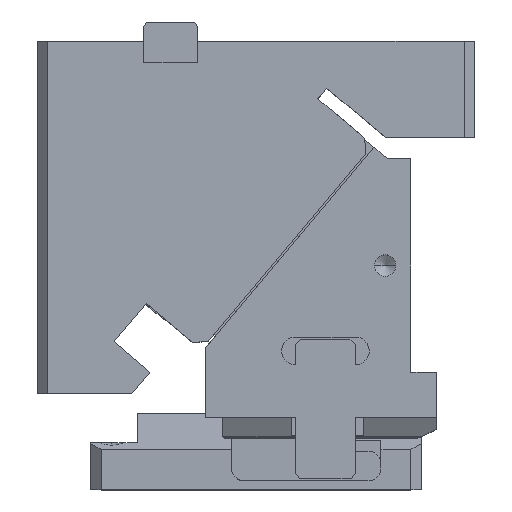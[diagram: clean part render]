
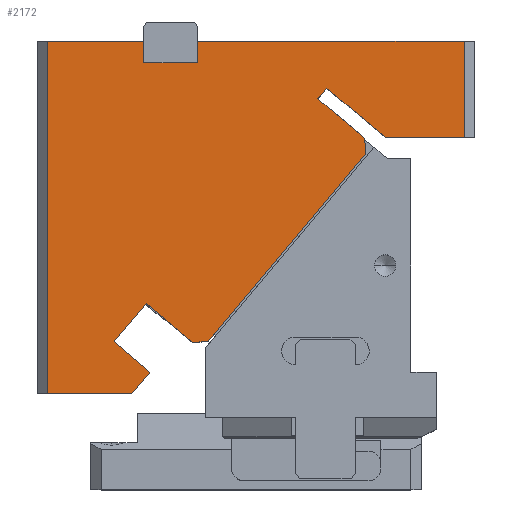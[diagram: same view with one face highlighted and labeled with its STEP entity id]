
A CAD part, top view. The second image highlights one B-rep face of the part: STEP entity #2172.
In plain terms, the highlighted planar face has unit normal (0, 0, 1).
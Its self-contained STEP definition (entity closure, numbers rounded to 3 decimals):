
#143=CARTESIAN_POINT('Vertex',(-105.633,-60.,30.)) ;
#146=CARTESIAN_POINT('Line Origine',(-125.317,-60.,30.)) ;
#150=CARTESIAN_POINT('Vertex',(-145.,-60.,30.)) ;
#309=CARTESIAN_POINT('Vertex',(-145.,105.,30.)) ;
#312=CARTESIAN_POINT('Line Origine',(-122.5,105.,30.)) ;
#316=CARTESIAN_POINT('Vertex',(-100.,105.,30.)) ;
#437=CARTESIAN_POINT('Line Origine',(-100.,100.,30.)) ;
#441=CARTESIAN_POINT('Vertex',(-100.,95.,30.)) ;
#468=CARTESIAN_POINT('Line Origine',(-87.5,95.,30.)) ;
#472=CARTESIAN_POINT('Vertex',(-75.,95.,30.)) ;
#499=CARTESIAN_POINT('Line Origine',(-75.,100.,30.)) ;
#503=CARTESIAN_POINT('Vertex',(-75.,105.,30.)) ;
#603=CARTESIAN_POINT('Line Origine',(-12.5,105.,30.)) ;
#607=CARTESIAN_POINT('Vertex',(50.,105.,30.)) ;
#755=CARTESIAN_POINT('Vertex',(50.,60.,30.)) ;
#763=CARTESIAN_POINT('Line Origine',(50.,82.5,30.)) ;
#828=CARTESIAN_POINT('Line Origine',(31.541,60.,30.)) ;
#832=CARTESIAN_POINT('Vertex',(13.082,60.,30.)) ;
#1040=CARTESIAN_POINT('Vertex',(-18.525,78.037,30.)) ;
#1043=CARTESIAN_POINT('Line Origine',(-7.591,68.862,30.)) ;
#1047=CARTESIAN_POINT('Vertex',(3.343,59.687,30.)) ;
#1100=CARTESIAN_POINT('Line Origine',(-33.001,8.596,30.)) ;
#1104=CARTESIAN_POINT('Vertex',(-69.961,-35.452,30.)) ;
#1106=CARTESIAN_POINT('Vertex',(3.959,52.643,30.)) ;
#1283=CARTESIAN_POINT('Line Origine',(-0.632,71.508,30.)) ;
#1287=CARTESIAN_POINT('Vertex',(-14.347,83.016,30.)) ;
#2073=CARTESIAN_POINT('Vertex',(-97.126,-49.862,30.)) ;
#2076=CARTESIAN_POINT('Line Origine',(-101.38,-54.931,30.)) ;
#2089=CARTESIAN_POINT('Axis2P3D Location',(55.,105.,30.)) ;
#2094=CARTESIAN_POINT('Line Origine',(-18.365,78.228,30.)) ;
#2098=CARTESIAN_POINT('Vertex',(-18.204,78.42,30.)) ;
#2101=CARTESIAN_POINT('Line Origine',(-16.276,80.718,30.)) ;
#2106=CARTESIAN_POINT('Line Origine',(-145.,22.5,30.)) ;
#2111=CARTESIAN_POINT('Line Origine',(-105.553,-42.791,30.)) ;
#2115=CARTESIAN_POINT('Vertex',(-113.979,-35.721,30.)) ;
#2118=CARTESIAN_POINT('Line Origine',(-106.587,-26.911,30.)) ;
#2122=CARTESIAN_POINT('Vertex',(-99.195,-18.102,30.)) ;
#2125=CARTESIAN_POINT('Line Origine',(-99.035,-17.91,30.)) ;
#2129=CARTESIAN_POINT('Vertex',(-98.874,-17.719,30.)) ;
#2132=CARTESIAN_POINT('Line Origine',(-87.94,-26.893,30.)) ;
#2136=CARTESIAN_POINT('Vertex',(-77.006,-36.068,30.)) ;
#2139=CARTESIAN_POINT('Line Origine',(-73.483,-35.76,30.)) ;
#2144=CARTESIAN_POINT('Line Origine',(3.651,56.165,30.)) ;
#147=DIRECTION('Vector Direction',(1.,0.,0.)) ;
#313=DIRECTION('Vector Direction',(-1.,0.,0.)) ;
#438=DIRECTION('Vector Direction',(0.,1.,0.)) ;
#469=DIRECTION('Vector Direction',(1.,0.,0.)) ;
#500=DIRECTION('Vector Direction',(0.,1.,0.)) ;
#604=DIRECTION('Vector Direction',(-1.,0.,0.)) ;
#764=DIRECTION('Vector Direction',(0.,1.,0.)) ;
#829=DIRECTION('Vector Direction',(1.,0.,0.)) ;
#1044=DIRECTION('Vector Direction',(-0.766,0.643,0.)) ;
#1101=DIRECTION('Vector Direction',(0.643,0.766,0.)) ;
#1284=DIRECTION('Vector Direction',(0.766,-0.643,0.)) ;
#2077=DIRECTION('Vector Direction',(0.643,0.766,0.)) ;
#2090=DIRECTION('Axis2P3D Direction',(0.,0.,1.)) ;
#2091=DIRECTION('Axis2P3D XDirection',(1.,0.,0.)) ;
#2095=DIRECTION('Vector Direction',(0.643,0.766,0.)) ;
#2102=DIRECTION('Vector Direction',(0.643,0.766,0.)) ;
#2107=DIRECTION('Vector Direction',(0.,-1.,0.)) ;
#2112=DIRECTION('Vector Direction',(-0.766,0.643,0.)) ;
#2119=DIRECTION('Vector Direction',(-0.643,-0.766,0.)) ;
#2126=DIRECTION('Vector Direction',(0.643,0.766,0.)) ;
#2133=DIRECTION('Vector Direction',(-0.766,0.643,0.)) ;
#2140=DIRECTION('Vector Direction',(0.996,0.087,0.)) ;
#2145=DIRECTION('Vector Direction',(-0.087,0.996,0.)) ;
#2092=AXIS2_PLACEMENT_3D('Plane Axis2P3D',#2089,#2090,#2091) ;
#2150=ORIENTED_EDGE('',*,*,#1049,.T.) ;
#2151=ORIENTED_EDGE('',*,*,#2100,.T.) ;
#2152=ORIENTED_EDGE('',*,*,#2105,.T.) ;
#2153=ORIENTED_EDGE('',*,*,#1289,.T.) ;
#2154=ORIENTED_EDGE('',*,*,#834,.T.) ;
#2155=ORIENTED_EDGE('',*,*,#767,.T.) ;
#2156=ORIENTED_EDGE('',*,*,#609,.T.) ;
#2157=ORIENTED_EDGE('',*,*,#505,.F.) ;
#2158=ORIENTED_EDGE('',*,*,#474,.F.) ;
#2159=ORIENTED_EDGE('',*,*,#443,.T.) ;
#2160=ORIENTED_EDGE('',*,*,#318,.T.) ;
#2161=ORIENTED_EDGE('',*,*,#2110,.T.) ;
#2162=ORIENTED_EDGE('',*,*,#152,.T.) ;
#2163=ORIENTED_EDGE('',*,*,#2080,.T.) ;
#2164=ORIENTED_EDGE('',*,*,#2117,.T.) ;
#2165=ORIENTED_EDGE('',*,*,#2124,.F.) ;
#2166=ORIENTED_EDGE('',*,*,#2131,.T.) ;
#2167=ORIENTED_EDGE('',*,*,#2138,.F.) ;
#2168=ORIENTED_EDGE('',*,*,#2143,.T.) ;
#2169=ORIENTED_EDGE('',*,*,#1108,.T.) ;
#2170=ORIENTED_EDGE('',*,*,#2148,.T.) ;
#148=VECTOR('Line Direction',#147,1.) ;
#314=VECTOR('Line Direction',#313,1.) ;
#439=VECTOR('Line Direction',#438,1.) ;
#470=VECTOR('Line Direction',#469,1.) ;
#501=VECTOR('Line Direction',#500,1.) ;
#605=VECTOR('Line Direction',#604,1.) ;
#765=VECTOR('Line Direction',#764,1.) ;
#830=VECTOR('Line Direction',#829,1.) ;
#1045=VECTOR('Line Direction',#1044,1.) ;
#1102=VECTOR('Line Direction',#1101,1.) ;
#1285=VECTOR('Line Direction',#1284,1.) ;
#2078=VECTOR('Line Direction',#2077,1.) ;
#2096=VECTOR('Line Direction',#2095,1.) ;
#2103=VECTOR('Line Direction',#2102,1.) ;
#2108=VECTOR('Line Direction',#2107,1.) ;
#2113=VECTOR('Line Direction',#2112,1.) ;
#2120=VECTOR('Line Direction',#2119,1.) ;
#2127=VECTOR('Line Direction',#2126,1.) ;
#2134=VECTOR('Line Direction',#2133,1.) ;
#2141=VECTOR('Line Direction',#2140,1.) ;
#2146=VECTOR('Line Direction',#2145,1.) ;
#2172=ADVANCED_FACE('CAM HOLDER',(#2171),#2093,.T.) ;
#152=EDGE_CURVE('',#151,#144,#149,.T.) ;
#318=EDGE_CURVE('',#317,#310,#315,.T.) ;
#443=EDGE_CURVE('',#442,#317,#440,.T.) ;
#474=EDGE_CURVE('',#442,#473,#471,.T.) ;
#505=EDGE_CURVE('',#473,#504,#502,.T.) ;
#609=EDGE_CURVE('',#608,#504,#606,.T.) ;
#767=EDGE_CURVE('',#756,#608,#766,.T.) ;
#834=EDGE_CURVE('',#833,#756,#831,.T.) ;
#1049=EDGE_CURVE('',#1048,#1041,#1046,.T.) ;
#1108=EDGE_CURVE('',#1105,#1107,#1103,.T.) ;
#1289=EDGE_CURVE('',#1288,#833,#1286,.T.) ;
#2080=EDGE_CURVE('',#144,#2074,#2079,.T.) ;
#2100=EDGE_CURVE('',#1041,#2099,#2097,.T.) ;
#2105=EDGE_CURVE('',#2099,#1288,#2104,.T.) ;
#2110=EDGE_CURVE('',#310,#151,#2109,.T.) ;
#2117=EDGE_CURVE('',#2074,#2116,#2114,.T.) ;
#2124=EDGE_CURVE('',#2123,#2116,#2121,.T.) ;
#2131=EDGE_CURVE('',#2123,#2130,#2128,.T.) ;
#2138=EDGE_CURVE('',#2137,#2130,#2135,.T.) ;
#2143=EDGE_CURVE('',#2137,#1105,#2142,.T.) ;
#2148=EDGE_CURVE('',#1107,#1048,#2147,.T.) ;
#2149=EDGE_LOOP('',(#2150,#2151,#2152,#2153,#2154,#2155,#2156,#2157,#2158,#2159,#2160,#2161,#2162,#2163,#2164,#2165,#2166,#2167,#2168,#2169,#2170)) ;
#2171=FACE_OUTER_BOUND('',#2149,.T.) ;
#149=LINE('Line',#146,#148) ;
#315=LINE('Line',#312,#314) ;
#440=LINE('Line',#437,#439) ;
#471=LINE('Line',#468,#470) ;
#502=LINE('Line',#499,#501) ;
#606=LINE('Line',#603,#605) ;
#766=LINE('Line',#763,#765) ;
#831=LINE('Line',#828,#830) ;
#1046=LINE('Line',#1043,#1045) ;
#1103=LINE('Line',#1100,#1102) ;
#1286=LINE('Line',#1283,#1285) ;
#2079=LINE('Line',#2076,#2078) ;
#2097=LINE('Line',#2094,#2096) ;
#2104=LINE('Line',#2101,#2103) ;
#2109=LINE('Line',#2106,#2108) ;
#2114=LINE('Line',#2111,#2113) ;
#2121=LINE('Line',#2118,#2120) ;
#2128=LINE('Line',#2125,#2127) ;
#2135=LINE('Line',#2132,#2134) ;
#2142=LINE('Line',#2139,#2141) ;
#2147=LINE('Line',#2144,#2146) ;
#2093=PLANE('Plane',#2092) ;
#144=VERTEX_POINT('',#143) ;
#151=VERTEX_POINT('',#150) ;
#310=VERTEX_POINT('',#309) ;
#317=VERTEX_POINT('',#316) ;
#442=VERTEX_POINT('',#441) ;
#473=VERTEX_POINT('',#472) ;
#504=VERTEX_POINT('',#503) ;
#608=VERTEX_POINT('',#607) ;
#756=VERTEX_POINT('',#755) ;
#833=VERTEX_POINT('',#832) ;
#1041=VERTEX_POINT('',#1040) ;
#1048=VERTEX_POINT('',#1047) ;
#1105=VERTEX_POINT('',#1104) ;
#1107=VERTEX_POINT('',#1106) ;
#1288=VERTEX_POINT('',#1287) ;
#2074=VERTEX_POINT('',#2073) ;
#2099=VERTEX_POINT('',#2098) ;
#2116=VERTEX_POINT('',#2115) ;
#2123=VERTEX_POINT('',#2122) ;
#2130=VERTEX_POINT('',#2129) ;
#2137=VERTEX_POINT('',#2136) ;
